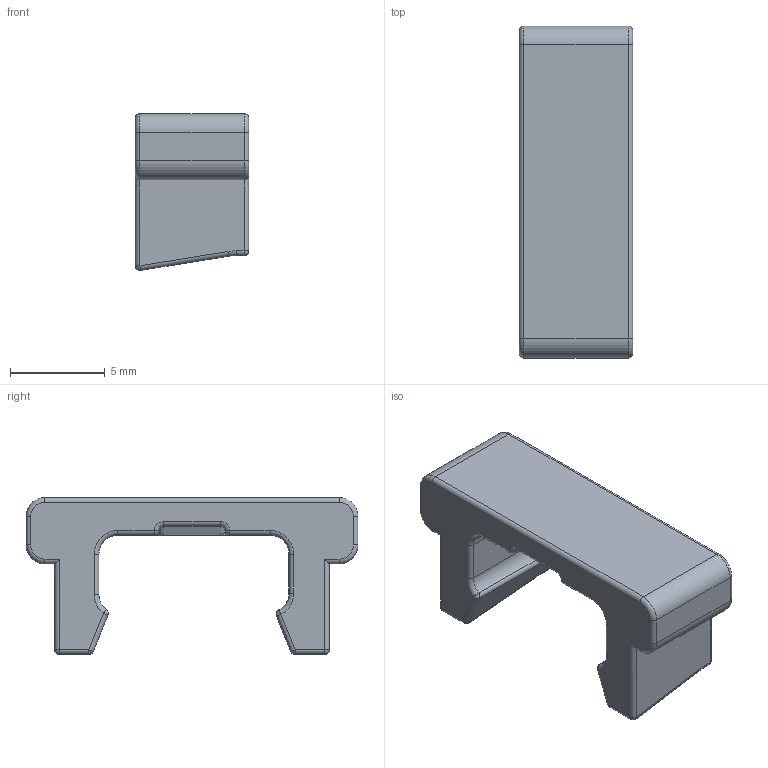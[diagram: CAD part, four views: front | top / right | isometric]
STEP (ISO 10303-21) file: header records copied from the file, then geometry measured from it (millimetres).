
FILE_DESCRIPTION(/* description */ (''),/* implementation_level */ '2;1');
FILE_NAME(/* name */ 'shockhawk_clip v6.step',/* time_stamp */ '2020-10-29T21:50:35-05:00',/* author */ (''),/* organization */ (''),/* preprocessor_version */ 'ST-DEVELOPER v18.1',/* originating_system */ 'Autodesk Translation Framework v9.3.0.1241',/* authorisation */ '');
FILE_SCHEMA (('AUTOMOTIVE_DESIGN { 1 0 10303 214 3 1 1 }'));
Length unit declared in the file: millimetre
Products named in the file (1): shock_clip_tabbed
Bounding box: 5.98 x 17.5 x 8.27 mm (x, y, z)
Volume: 392.3 mm3; surface area: 478.8 mm2
Topology: 1 solids, 1 shells, 110 faces, 238 edges, 130 vertices
Faces by surface type: cylinder 53, plane 19, torus 18, sphere 14, bspline 6
Entity records: 3104 total; most frequent: CARTESIAN_POINT 613, DIRECTION 582, ORIENTED_EDGE 476, AXIS2_PLACEMENT_3D 239, EDGE_CURVE 238, VERTEX_POINT 130, CIRCLE 118, FACE_OUTER_BOUND 110
